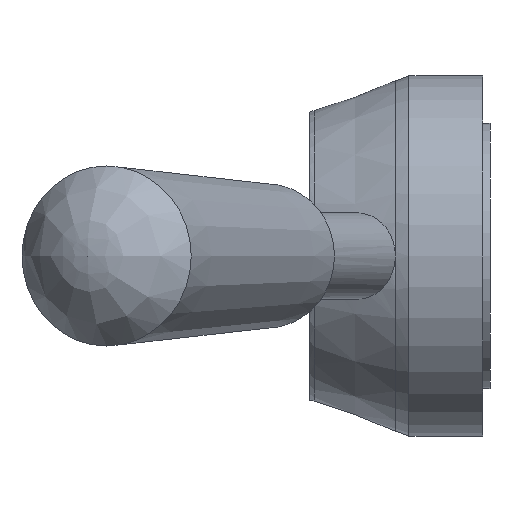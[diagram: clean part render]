
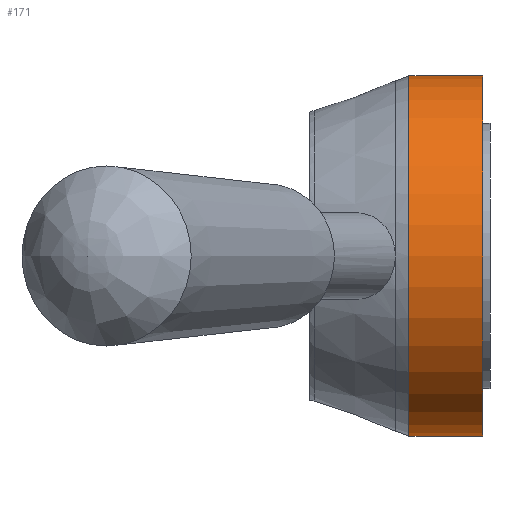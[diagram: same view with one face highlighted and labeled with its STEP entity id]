
A CAD part, left-side view. The second image highlights one B-rep face of the part: STEP entity #171.
In plain terms, the highlighted cylindrical face has radius 25 mm (diameter 50 mm), a full revolution.
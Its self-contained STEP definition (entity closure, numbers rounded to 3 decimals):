
#98=CYLINDRICAL_SURFACE('',#450,25.);
#131=FACE_BOUND('',#238,.T.);
#132=FACE_BOUND('',#239,.T.);
#171=ADVANCED_FACE('',(#131,#132),#98,.T.);
#238=EDGE_LOOP('',(#305));
#239=EDGE_LOOP('',(#306));
#305=ORIENTED_EDGE('',*,*,#385,.F.);
#306=ORIENTED_EDGE('',*,*,#384,.T.);
#349=VERTEX_POINT('',#747);
#350=VERTEX_POINT('',#750);
#384=EDGE_CURVE('',#349,#349,#406,.T.);
#385=EDGE_CURVE('',#350,#350,#407,.T.);
#406=CIRCLE('',#445,25.);
#407=CIRCLE('',#447,25.);
#445=AXIS2_PLACEMENT_3D('',#746,#525,#526);
#447=AXIS2_PLACEMENT_3D('',#749,#529,#530);
#450=AXIS2_PLACEMENT_3D('',#754,#535,#536);
#525=DIRECTION('',(0.,-1.,0.));
#526=DIRECTION('',(0.,0.,-1.));
#529=DIRECTION('',(0.,-1.,0.));
#530=DIRECTION('',(0.,0.,-1.));
#535=DIRECTION('',(0.,-1.,0.));
#536=DIRECTION('',(0.,0.,-1.));
#746=CARTESIAN_POINT('',(257.5,180.68,0.));
#747=CARTESIAN_POINT('',(257.5,180.68,-25.));
#749=CARTESIAN_POINT('',(257.5,170.465,0.));
#750=CARTESIAN_POINT('',(257.5,170.465,-25.));
#754=CARTESIAN_POINT('',(257.5,164.5,0.));
